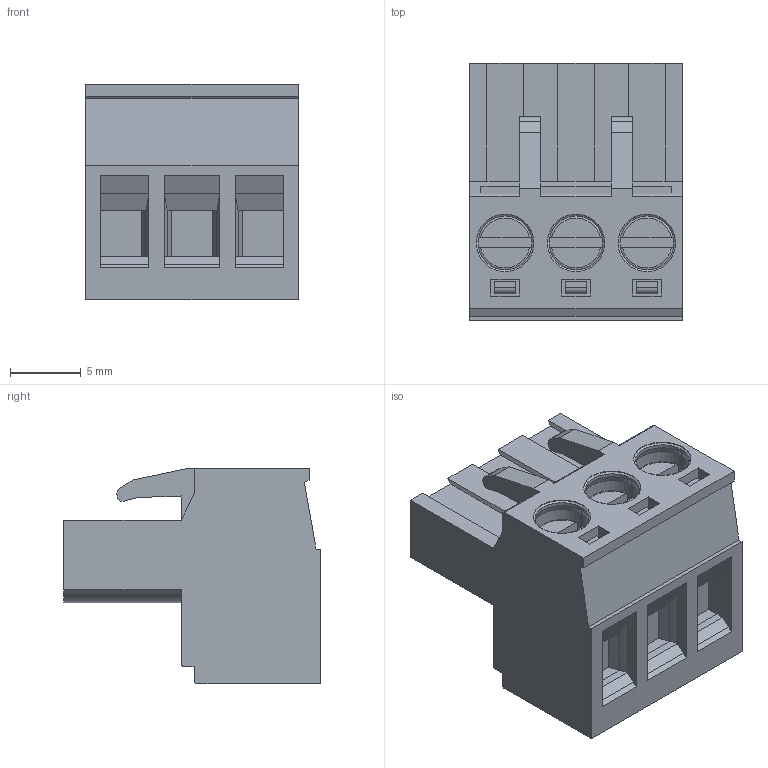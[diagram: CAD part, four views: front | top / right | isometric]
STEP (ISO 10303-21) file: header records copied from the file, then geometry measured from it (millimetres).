
FILE_DESCRIPTION((''),'2;1');
FILE_NAME('WJ2EDGKF-500-3P','2017-03-16T',('QZY'),(''),'CREO PARAMETRIC BY PTC INC, 2014440','CREO PARAMETRIC BY PTC INC, 2014440','');
FILE_SCHEMA(('CONFIG_CONTROL_DESIGN'));
Length unit declared in the file: millimetre
Products named in the file (1): WJ2EDGKF-500-3P
Bounding box: 15 x 18.1 x 15.2 mm (x, y, z)
Volume: 2517.8 mm3; surface area: 1944.7 mm2
Topology: 1 solids, 1 shells, 306 faces, 752 edges, 474 vertices
Faces by surface type: plane 187, cylinder 77, cone 24, torus 18
Entity records: 9041 total; most frequent: CARTESIAN_POINT 1628, DIRECTION 1548, ORIENTED_EDGE 1504, EDGE_CURVE 752, VECTOR 544, LINE 544, AXIS2_PLACEMENT_3D 502, VERTEX_POINT 474
